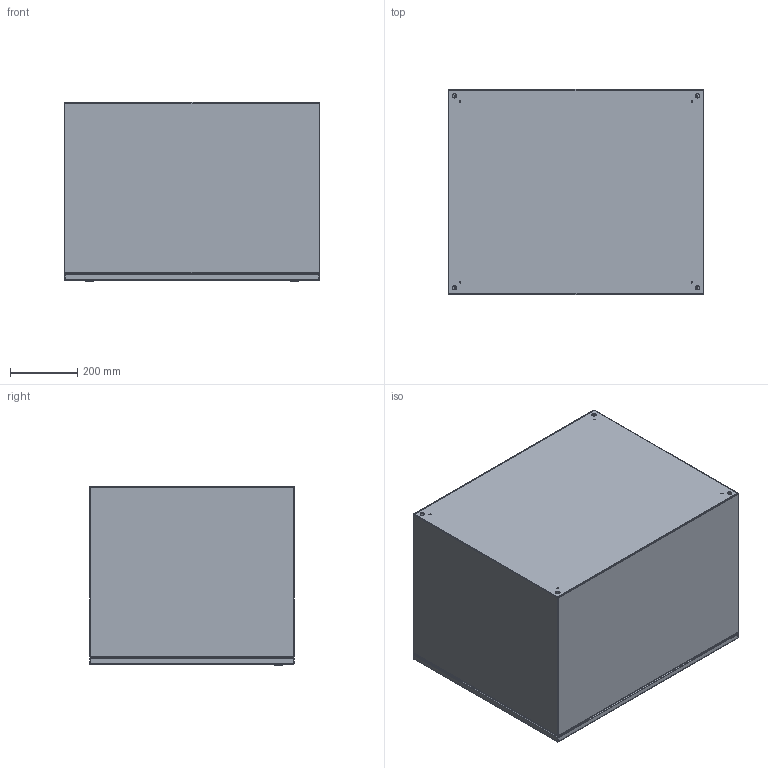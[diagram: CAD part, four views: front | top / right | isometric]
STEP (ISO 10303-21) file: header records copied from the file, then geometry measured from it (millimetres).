
FILE_DESCRIPTION (( 'STEP AP214' ), '1' );
FILE_NAME ('EN4SD302420WLG.STEP', '2019-11-11T16:59:44', ( '' ), ( '' ), 'SwSTEP 2.0', 'SolidWorks 2019', '' );
FILE_SCHEMA (( 'AUTOMOTIVE_DESIGN' ));
Length unit declared in the file: inch
Products named in the file (1): EN4SD302420WLG
Bounding box: 762 x 609.6 x 533.32 mm (x, y, z)
Volume: 6129589.6 mm3; surface area: 5430010.8 mm2
Topology: 82 solids, 83 shells, 1605 faces, 3509 edges, 2114 vertices
Faces by surface type: plane 810, cylinder 499, cone 162, bspline 94, torus 36, sphere 4
Entity records: 67802 total; most frequent: CARTESIAN_POINT 11507, DIRECTION 7441, ORIENTED_EDGE 6970, EDGE_CURVE 3485, AXIS2_PLACEMENT_3D 2834, VERTEX_POINT 2114, EDGE_LOOP 1785, VECTOR 1773
